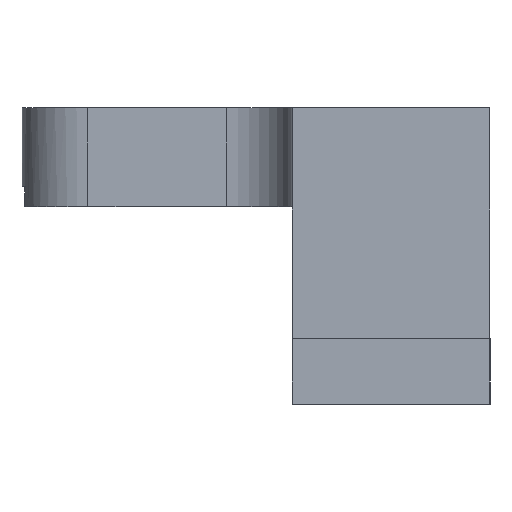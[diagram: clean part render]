
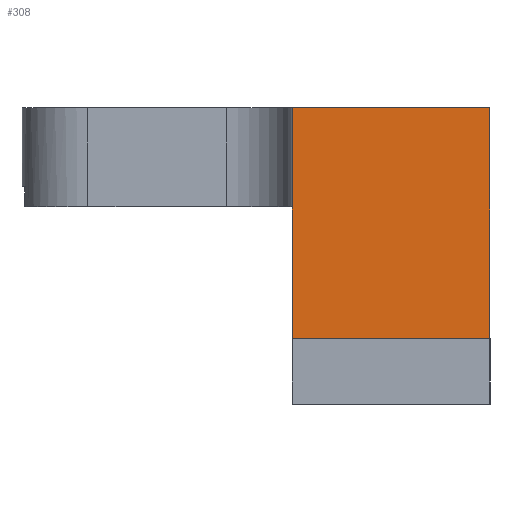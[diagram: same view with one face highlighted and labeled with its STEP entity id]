
A CAD part, left-side view. The second image highlights one B-rep face of the part: STEP entity #308.
In plain terms, the highlighted planar face has unit normal (-1, 0, 0).
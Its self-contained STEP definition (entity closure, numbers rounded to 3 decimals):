
#7 = VECTOR ( 'NONE', #902, 1000. ) ;
#69 = PLANE ( 'NONE',  #508 ) ;
#111 = CARTESIAN_POINT ( 'NONE',  ( -35., -15., 5. ) ) ;
#129 = DIRECTION ( 'NONE',  ( 0., 0., 1. ) ) ;
#238 = ORIENTED_EDGE ( 'NONE', *, *, #1301, .T. ) ;
#246 = LINE ( 'NONE', #735, #762 ) ;
#256 = EDGE_CURVE ( 'NONE', #728, #1249, #246, .T. ) ;
#259 = EDGE_LOOP ( 'NONE', ( #451, #1224, #1025, #238 ) ) ;
#271 = LINE ( 'NONE', #1189, #7 ) ;
#278 = EDGE_CURVE ( 'NONE', #531, #1206, #639, .T. ) ;
#308 = ADVANCED_FACE ( 'NONE', ( #386 ), #69, .F. ) ;
#316 = LINE ( 'NONE', #1034, #1076 ) ;
#386 = FACE_OUTER_BOUND ( 'NONE', #259, .T. ) ;
#423 = DIRECTION ( 'NONE',  ( 0., -1., 0. ) ) ;
#451 = ORIENTED_EDGE ( 'NONE', *, *, #278, .T. ) ;
#482 = CARTESIAN_POINT ( 'NONE',  ( -35., 15., -10. ) ) ;
#508 = AXIS2_PLACEMENT_3D ( 'NONE', #482, #668, #1311 ) ;
#531 = VERTEX_POINT ( 'NONE', #1186 ) ;
#612 = VECTOR ( 'NONE', #129, 1000. ) ;
#639 = LINE ( 'NONE', #1052, #612 ) ;
#668 = DIRECTION ( 'NONE',  ( 1., 0., 0. ) ) ;
#692 = CARTESIAN_POINT ( 'NONE',  ( -35., 15., -30. ) ) ;
#728 = VERTEX_POINT ( 'NONE', #692 ) ;
#735 = CARTESIAN_POINT ( 'NONE',  ( -35., 15., -30. ) ) ;
#762 = VECTOR ( 'NONE', #829, 1000. ) ;
#829 = DIRECTION ( 'NONE',  ( 0., 0., 1. ) ) ;
#902 = DIRECTION ( 'NONE',  ( 0., -1., 0. ) ) ;
#1025 = ORIENTED_EDGE ( 'NONE', *, *, #256, .F. ) ;
#1034 = CARTESIAN_POINT ( 'NONE',  ( -35., 15., -30. ) ) ;
#1052 = CARTESIAN_POINT ( 'NONE',  ( -35., -15., -10. ) ) ;
#1062 = EDGE_CURVE ( 'NONE', #1249, #1206, #271, .T. ) ;
#1076 = VECTOR ( 'NONE', #423, 1000. ) ;
#1121 = CARTESIAN_POINT ( 'NONE',  ( -35., 15., 5. ) ) ;
#1186 = CARTESIAN_POINT ( 'NONE',  ( -35., -15., -30. ) ) ;
#1189 = CARTESIAN_POINT ( 'NONE',  ( -35., 15., 5. ) ) ;
#1206 = VERTEX_POINT ( 'NONE', #111 ) ;
#1224 = ORIENTED_EDGE ( 'NONE', *, *, #1062, .F. ) ;
#1249 = VERTEX_POINT ( 'NONE', #1121 ) ;
#1301 = EDGE_CURVE ( 'NONE', #728, #531, #316, .T. ) ;
#1311 = DIRECTION ( 'NONE',  ( 0., 0., -1. ) ) ;
